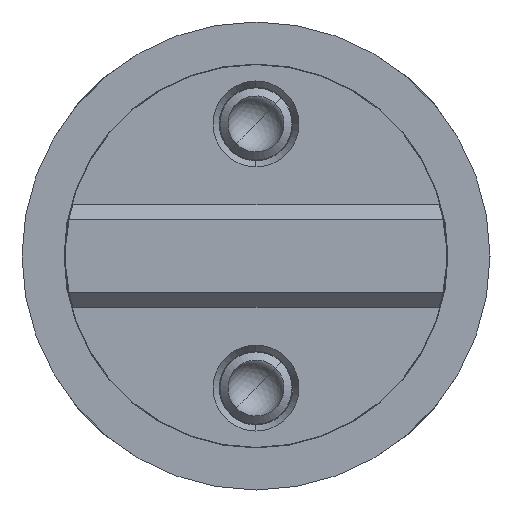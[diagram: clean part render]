
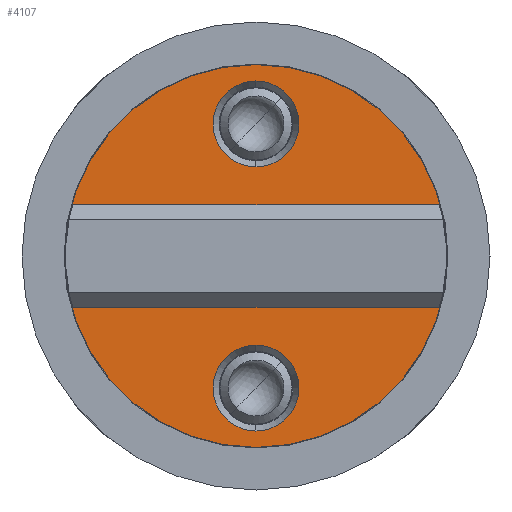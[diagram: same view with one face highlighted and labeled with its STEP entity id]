
A CAD part, left-side view. The second image highlights one B-rep face of the part: STEP entity #4107.
In plain terms, the highlighted planar face has unit normal (-1, 0, 0).
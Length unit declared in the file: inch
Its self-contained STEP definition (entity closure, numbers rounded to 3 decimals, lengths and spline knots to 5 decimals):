
#146 = ORIENTED_EDGE ( 'NONE', *, *, #6159, .T. ) ;
#482 = DIRECTION ( 'NONE',  ( 0., 0., 1. ) ) ;
#511 = FACE_BOUND ( 'NONE', #4119, .T. ) ;
#578 = EDGE_CURVE ( 'NONE', #7656, #3405, #12128, .T. ) ;
#592 = CARTESIAN_POINT ( 'NONE',  ( -1.4375, 0.48701, -0.134 ) ) ;
#980 = DIRECTION ( 'NONE',  ( 0., 0., -1. ) ) ;
#1023 = CARTESIAN_POINT ( 'NONE',  ( -1.4375, 0., 0.232 ) ) ;
#1045 = CARTESIAN_POINT ( 'NONE',  ( -1.4375, 0., 0.344 ) ) ;
#1144 = ORIENTED_EDGE ( 'NONE', *, *, #2838, .F. ) ;
#1380 = CARTESIAN_POINT ( 'NONE',  ( -1.4375, -0.47756, 0.134 ) ) ;
#1512 = LINE ( 'NONE', #592, #1716 ) ;
#1716 = VECTOR ( 'NONE', #7998, 39.37008 ) ;
#1792 = VERTEX_POINT ( 'NONE', #5556 ) ;
#1944 = AXIS2_PLACEMENT_3D ( 'NONE', #1045, #10542, #4939 ) ;
#1992 = CARTESIAN_POINT ( 'NONE',  ( -1.4375, 0., -0.232 ) ) ;
#2141 = CIRCLE ( 'NONE', #7695, 0.112 ) ;
#2596 = AXIS2_PLACEMENT_3D ( 'NONE', #5665, #9427, #980 ) ;
#2838 = EDGE_CURVE ( 'NONE', #7972, #3612, #2141, .T. ) ;
#3405 = VERTEX_POINT ( 'NONE', #1380 ) ;
#3612 = VERTEX_POINT ( 'NONE', #1023 ) ;
#3771 = DIRECTION ( 'NONE',  ( -1., 0., 0. ) ) ;
#3969 = ORIENTED_EDGE ( 'NONE', *, *, #578, .T. ) ;
#4107 = ADVANCED_FACE ( 'NONE', ( #511, #6248, #9913, #7984 ), #5343, .F. ) ;
#4119 = EDGE_LOOP ( 'NONE', ( #11205, #5564 ) ) ;
#4153 = ORIENTED_EDGE ( 'NONE', *, *, #10509, .F. ) ;
#4314 = DIRECTION ( 'NONE',  ( 0., 0., -1. ) ) ;
#4400 = CARTESIAN_POINT ( 'NONE',  ( -1.4375, 0., 0. ) ) ;
#4449 = ORIENTED_EDGE ( 'NONE', *, *, #9276, .F. ) ;
#4497 = CARTESIAN_POINT ( 'NONE',  ( -1.4375, 0.47756, 0.134 ) ) ;
#4939 = DIRECTION ( 'NONE',  ( 0., 0., 1. ) ) ;
#4958 = EDGE_LOOP ( 'NONE', ( #11949, #146, #11032, #3969 ) ) ;
#5011 = CIRCLE ( 'NONE', #5392, 0.112 ) ;
#5157 = CARTESIAN_POINT ( 'NONE',  ( -1.4375, 0., 0. ) ) ;
#5242 = DIRECTION ( 'NONE',  ( 0., 0., -1. ) ) ;
#5343 = PLANE ( 'NONE',  #8782 ) ;
#5392 = AXIS2_PLACEMENT_3D ( 'NONE', #12209, #8571, #7661 ) ;
#5548 = DIRECTION ( 'NONE',  ( -1., 0., 0. ) ) ;
#5556 = CARTESIAN_POINT ( 'NONE',  ( -1.4375, -0.47756, -0.134 ) ) ;
#5564 = ORIENTED_EDGE ( 'NONE', *, *, #9688, .F. ) ;
#5665 = CARTESIAN_POINT ( 'NONE',  ( -1.4375, 0., 0. ) ) ;
#5880 = VERTEX_POINT ( 'NONE', #1992 ) ;
#5966 = EDGE_LOOP ( 'NONE', ( #1144, #4153 ) ) ;
#6100 = VERTEX_POINT ( 'NONE', #6527 ) ;
#6159 = EDGE_CURVE ( 'NONE', #1792, #10009, #1512, .T. ) ;
#6166 = DIRECTION ( 'NONE',  ( 1., 0., 0. ) ) ;
#6248 = FACE_BOUND ( 'NONE', #5966, .T. ) ;
#6527 = CARTESIAN_POINT ( 'NONE',  ( -1.4375, 0., 0.4985 ) ) ;
#6557 = AXIS2_PLACEMENT_3D ( 'NONE', #10613, #12050, #482 ) ;
#6651 = ORIENTED_EDGE ( 'NONE', *, *, #7651, .F. ) ;
#6710 = CARTESIAN_POINT ( 'NONE',  ( -1.4375, 0., 0.344 ) ) ;
#7157 = EDGE_LOOP ( 'NONE', ( #6651, #4449 ) ) ;
#7514 = EDGE_CURVE ( 'NONE', #7656, #10009, #8504, .T. ) ;
#7617 = CARTESIAN_POINT ( 'NONE',  ( -1.4375, 0., 0.456 ) ) ;
#7651 = EDGE_CURVE ( 'NONE', #9312, #6100, #8300, .T. ) ;
#7656 = VERTEX_POINT ( 'NONE', #4497 ) ;
#7661 = DIRECTION ( 'NONE',  ( 0., 0., 1. ) ) ;
#7695 = AXIS2_PLACEMENT_3D ( 'NONE', #6710, #3771, #11263 ) ;
#7920 = CARTESIAN_POINT ( 'NONE',  ( -1.4375, 0.47756, -0.134 ) ) ;
#7970 = VECTOR ( 'NONE', #10948, 39.37008 ) ;
#7972 = VERTEX_POINT ( 'NONE', #7617 ) ;
#7984 = FACE_BOUND ( 'NONE', #4958, .T. ) ;
#7998 = DIRECTION ( 'NONE',  ( 0., 1., 0. ) ) ;
#8285 = CARTESIAN_POINT ( 'NONE',  ( -1.4375, 0., -0.456 ) ) ;
#8300 = CIRCLE ( 'NONE', #9088, 0.4985 ) ;
#8318 = CARTESIAN_POINT ( 'NONE',  ( -1.4375, 0., -0.4985 ) ) ;
#8367 = CARTESIAN_POINT ( 'NONE',  ( -1.4375, -0.48701, 0.134 ) ) ;
#8449 = CIRCLE ( 'NONE', #1944, 0.112 ) ;
#8504 = CIRCLE ( 'NONE', #2596, 0.496 ) ;
#8571 = DIRECTION ( 'NONE',  ( -1., 0., 0. ) ) ;
#8782 = AXIS2_PLACEMENT_3D ( 'NONE', #5157, #8964, #4314 ) ;
#8905 = CIRCLE ( 'NONE', #9711, 0.4985 ) ;
#8964 = DIRECTION ( 'NONE',  ( 1., 0., 0. ) ) ;
#9088 = AXIS2_PLACEMENT_3D ( 'NONE', #11877, #9979, #11989 ) ;
#9276 = EDGE_CURVE ( 'NONE', #6100, #9312, #8905, .T. ) ;
#9279 = EDGE_CURVE ( 'NONE', #5880, #11036, #11271, .T. ) ;
#9312 = VERTEX_POINT ( 'NONE', #8318 ) ;
#9427 = DIRECTION ( 'NONE',  ( -1., 0., 0. ) ) ;
#9511 = AXIS2_PLACEMENT_3D ( 'NONE', #11074, #5548, #10175 ) ;
#9515 = EDGE_CURVE ( 'NONE', #1792, #3405, #9523, .T. ) ;
#9523 = CIRCLE ( 'NONE', #6557, 0.496 ) ;
#9688 = EDGE_CURVE ( 'NONE', #11036, #5880, #5011, .T. ) ;
#9711 = AXIS2_PLACEMENT_3D ( 'NONE', #4400, #6166, #5242 ) ;
#9913 = FACE_OUTER_BOUND ( 'NONE', #7157, .T. ) ;
#9979 = DIRECTION ( 'NONE',  ( 1., 0., 0. ) ) ;
#10009 = VERTEX_POINT ( 'NONE', #7920 ) ;
#10175 = DIRECTION ( 'NONE',  ( 0., 0., 1. ) ) ;
#10509 = EDGE_CURVE ( 'NONE', #3612, #7972, #8449, .T. ) ;
#10542 = DIRECTION ( 'NONE',  ( -1., 0., 0. ) ) ;
#10613 = CARTESIAN_POINT ( 'NONE',  ( -1.4375, 0., 0. ) ) ;
#10948 = DIRECTION ( 'NONE',  ( 0., -1., 0. ) ) ;
#11032 = ORIENTED_EDGE ( 'NONE', *, *, #7514, .F. ) ;
#11036 = VERTEX_POINT ( 'NONE', #8285 ) ;
#11074 = CARTESIAN_POINT ( 'NONE',  ( -1.4375, 0., -0.344 ) ) ;
#11205 = ORIENTED_EDGE ( 'NONE', *, *, #9279, .F. ) ;
#11263 = DIRECTION ( 'NONE',  ( 0., 0., 1. ) ) ;
#11271 = CIRCLE ( 'NONE', #9511, 0.112 ) ;
#11877 = CARTESIAN_POINT ( 'NONE',  ( -1.4375, 0., 0. ) ) ;
#11949 = ORIENTED_EDGE ( 'NONE', *, *, #9515, .F. ) ;
#11989 = DIRECTION ( 'NONE',  ( 0., 0., -1. ) ) ;
#12050 = DIRECTION ( 'NONE',  ( -1., 0., 0. ) ) ;
#12128 = LINE ( 'NONE', #8367, #7970 ) ;
#12209 = CARTESIAN_POINT ( 'NONE',  ( -1.4375, 0., -0.344 ) ) ;
